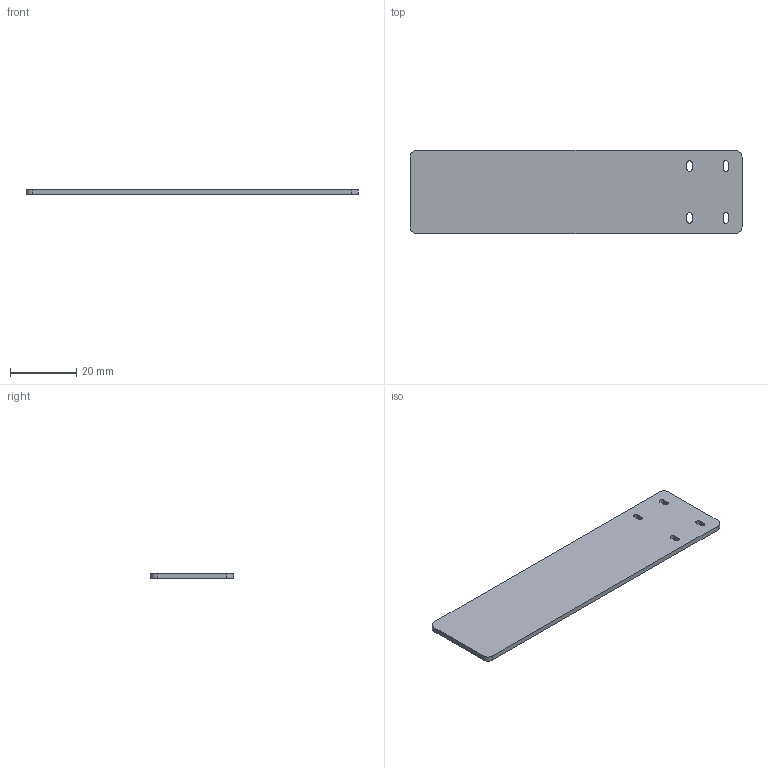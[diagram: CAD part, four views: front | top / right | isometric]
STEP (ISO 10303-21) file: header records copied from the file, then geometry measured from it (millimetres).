
FILE_DESCRIPTION(/* description */ (''),/* implementation_level */ '2;1');
FILE_NAME(/* name */ 'FPVtransmitterPost.smb.stp',/* time_stamp */ '2014-07-14T09:19:28+00:00',/* author */ (''),/* organization */ (''),/* preprocessor_version */ 'ST-DEVELOPER v15.6',/* originating_system */ 'Autodesk Translator Framework v3.0.0.6910',/* authorisation */ '');
FILE_SCHEMA (('AUTOMOTIVE_DESIGN { 1 0 10303 214 3 1 1 }'));
Length unit declared in the file: centimetre
Products named in the file (1): FPVtransmitterPost.smb
Bounding box: 100 x 25 x 1.5 mm (x, y, z)
Volume: 3718.4 mm3; surface area: 5376.6 mm2
Topology: 1 solids, 1 shells, 34 faces, 96 edges, 64 vertices
Faces by surface type: bspline 16, plane 14, cylinder 4
Entity records: 1208 total; most frequent: CARTESIAN_POINT 403, ORIENTED_EDGE 192, DIRECTION 110, EDGE_CURVE 96, VERTEX_POINT 64, LINE 56, VECTOR 56, EDGE_LOOP 42
